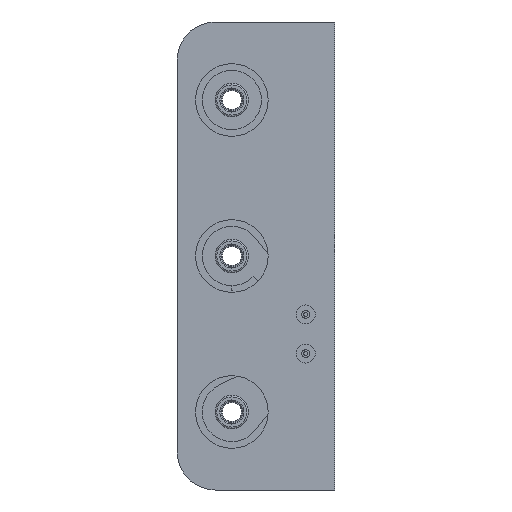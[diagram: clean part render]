
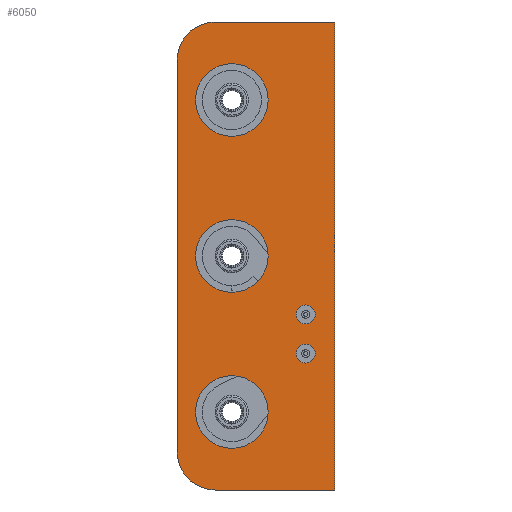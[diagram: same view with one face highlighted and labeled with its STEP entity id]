
A CAD part, left-side view. The second image highlights one B-rep face of the part: STEP entity #6050.
In plain terms, the highlighted planar face has unit normal (-1, 0, 0).
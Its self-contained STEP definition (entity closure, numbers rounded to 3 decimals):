
#328 = DIRECTION ( 'NONE',  ( 0., 0., 1. ) ) ;
#405 = ORIENTED_EDGE ( 'NONE', *, *, #8580, .F. ) ;
#452 = DIRECTION ( 'NONE',  ( 0., -1., 0. ) ) ;
#516 = CARTESIAN_POINT ( 'NONE',  ( -28.75, 10.78, 16.334 ) ) ;
#782 = DIRECTION ( 'NONE',  ( 0., 0., 1. ) ) ;
#822 = DIRECTION ( 'NONE',  ( 0., 0., 1. ) ) ;
#928 = EDGE_CURVE ( 'NONE', #12802, #5886, #8086, .T. ) ;
#959 = DIRECTION ( 'NONE',  ( -1., 0., 0. ) ) ;
#964 = PLANE ( 'NONE',  #2563 ) ;
#1179 = CIRCLE ( 'NONE', #10050, 4. ) ;
#1212 = CARTESIAN_POINT ( 'NONE',  ( -28.75, 3.05, 6.117 ) ) ;
#1254 = CARTESIAN_POINT ( 'NONE',  ( -28.75, 10.78, 32.666 ) ) ;
#1424 = ORIENTED_EDGE ( 'NONE', *, *, #928, .T. ) ;
#1468 = CARTESIAN_POINT ( 'NONE',  ( -28.75, 0., 0. ) ) ;
#1531 = FACE_BOUND ( 'NONE', #17456, .T. ) ;
#1628 = ORIENTED_EDGE ( 'NONE', *, *, #17807, .T. ) ;
#1841 = CIRCLE ( 'NONE', #9816, 3.8 ) ;
#2143 = VECTOR ( 'NONE', #4553, 1000. ) ;
#2367 = CARTESIAN_POINT ( 'NONE',  ( -28.75, 12.5, -4.167 ) ) ;
#2480 = ORIENTED_EDGE ( 'NONE', *, *, #10889, .F. ) ;
#2482 = FACE_BOUND ( 'NONE', #12502, .T. ) ;
#2544 = CARTESIAN_POINT ( 'NONE',  ( -28.75, 0., -8.167 ) ) ;
#2563 = AXIS2_PLACEMENT_3D ( 'NONE', #8656, #5537, #822 ) ;
#2898 = DIRECTION ( 'NONE',  ( 0., 0., 1. ) ) ;
#2903 = CARTESIAN_POINT ( 'NONE',  ( -28.75, 16.5, 0. ) ) ;
#2920 = EDGE_CURVE ( 'NONE', #17815, #6734, #13099, .T. ) ;
#2975 = DIRECTION ( 'NONE',  ( 0., 0., -1. ) ) ;
#3094 = VERTEX_POINT ( 'NONE', #3598 ) ;
#3319 = EDGE_CURVE ( 'NONE', #7152, #14234, #10906, .T. ) ;
#3598 = CARTESIAN_POINT ( 'NONE',  ( -28.75, 10.78, 28.866 ) ) ;
#3685 = AXIS2_PLACEMENT_3D ( 'NONE', #516, #6442, #3715 ) ;
#3715 = DIRECTION ( 'NONE',  ( 0., 0., -1. ) ) ;
#3720 = CARTESIAN_POINT ( 'NONE',  ( -28.75, 1.55, -8.167 ) ) ;
#3811 = DIRECTION ( 'NONE',  ( 0., 0., 1. ) ) ;
#4058 = ORIENTED_EDGE ( 'NONE', *, *, #13421, .F. ) ;
#4077 = VERTEX_POINT ( 'NONE', #10589 ) ;
#4383 = CARTESIAN_POINT ( 'NONE',  ( -28.75, 3.05, 5.117 ) ) ;
#4553 = DIRECTION ( 'NONE',  ( 0., 0., -1. ) ) ;
#4563 = CARTESIAN_POINT ( 'NONE',  ( -28.75, 10.78, -3.8 ) ) ;
#4731 = CARTESIAN_POINT ( 'NONE',  ( -28.75, 12.5, 36.833 ) ) ;
#5132 = VERTEX_POINT ( 'NONE', #6689 ) ;
#5504 = CARTESIAN_POINT ( 'NONE',  ( -28.75, 3.05, 6.117 ) ) ;
#5537 = DIRECTION ( 'NONE',  ( -1., 0., 0. ) ) ;
#5821 = DIRECTION ( 'NONE',  ( 0., 0., 1. ) ) ;
#5886 = VERTEX_POINT ( 'NONE', #10086 ) ;
#6021 = CARTESIAN_POINT ( 'NONE',  ( -28.75, 0., 40.833 ) ) ;
#6050 = ADVANCED_FACE ( 'NONE', ( #17837, #13002, #1531, #13239, #16879, #2482 ), #964, .T. ) ;
#6442 = DIRECTION ( 'NONE',  ( 1., 0., 0. ) ) ;
#6478 = DIRECTION ( 'NONE',  ( 0., 0., -1. ) ) ;
#6487 = EDGE_CURVE ( 'NONE', #6772, #4077, #18538, .T. ) ;
#6539 = VERTEX_POINT ( 'NONE', #6903 ) ;
#6689 = CARTESIAN_POINT ( 'NONE',  ( -28.75, 12.5, 40.833 ) ) ;
#6734 = VERTEX_POINT ( 'NONE', #7435 ) ;
#6772 = VERTEX_POINT ( 'NONE', #4383 ) ;
#6903 = CARTESIAN_POINT ( 'NONE',  ( -28.75, 10.78, 36.466 ) ) ;
#7152 = VERTEX_POINT ( 'NONE', #9404 ) ;
#7194 = DIRECTION ( 'NONE',  ( -1., 0., 0. ) ) ;
#7368 = DIRECTION ( 'NONE',  ( 0., 0., -1. ) ) ;
#7392 = AXIS2_PLACEMENT_3D ( 'NONE', #1212, #19500, #11746 ) ;
#7435 = CARTESIAN_POINT ( 'NONE',  ( -28.75, 3.05, 9.217 ) ) ;
#7757 = LINE ( 'NONE', #3720, #17425 ) ;
#8086 = LINE ( 'NONE', #2903, #2143 ) ;
#8108 = LINE ( 'NONE', #1468, #12000 ) ;
#8346 = EDGE_CURVE ( 'NONE', #5132, #16474, #9574, .T. ) ;
#8353 = DIRECTION ( 'NONE',  ( -1., 0., 0. ) ) ;
#8431 = EDGE_LOOP ( 'NONE', ( #19376, #14740 ) ) ;
#8580 = EDGE_CURVE ( 'NONE', #16474, #10149, #8108, .T. ) ;
#8656 = CARTESIAN_POINT ( 'NONE',  ( -28.75, 1.55, 0. ) ) ;
#8840 = ORIENTED_EDGE ( 'NONE', *, *, #14559, .F. ) ;
#8900 = EDGE_LOOP ( 'NONE', ( #1628, #8840 ) ) ;
#9033 = AXIS2_PLACEMENT_3D ( 'NONE', #4731, #12428, #328 ) ;
#9056 = CARTESIAN_POINT ( 'NONE',  ( -28.75, 12.5, -8.167 ) ) ;
#9260 = ORIENTED_EDGE ( 'NONE', *, *, #13188, .T. ) ;
#9325 = CARTESIAN_POINT ( 'NONE',  ( -28.75, 3.05, 10.217 ) ) ;
#9404 = CARTESIAN_POINT ( 'NONE',  ( -28.75, 10.78, 3.8 ) ) ;
#9453 = DIRECTION ( 'NONE',  ( 0., 0., 1. ) ) ;
#9574 = LINE ( 'NONE', #16776, #12476 ) ;
#9623 = DIRECTION ( 'NONE',  ( 1., 0., 0. ) ) ;
#9634 = CIRCLE ( 'NONE', #13005, 1. ) ;
#9808 = DIRECTION ( 'NONE',  ( -1., 0., 0. ) ) ;
#9816 = AXIS2_PLACEMENT_3D ( 'NONE', #1254, #13350, #5821 ) ;
#9902 = AXIS2_PLACEMENT_3D ( 'NONE', #14416, #9808, #3811 ) ;
#9929 = CIRCLE ( 'NONE', #3685, 3.8 ) ;
#10050 = AXIS2_PLACEMENT_3D ( 'NONE', #2367, #959, #2898 ) ;
#10086 = CARTESIAN_POINT ( 'NONE',  ( -28.75, 16.5, -4.167 ) ) ;
#10149 = VERTEX_POINT ( 'NONE', #2544 ) ;
#10277 = AXIS2_PLACEMENT_3D ( 'NONE', #18391, #15372, #2975 ) ;
#10514 = ORIENTED_EDGE ( 'NONE', *, *, #18072, .F. ) ;
#10589 = CARTESIAN_POINT ( 'NONE',  ( -28.75, 3.05, 7.117 ) ) ;
#10797 = DIRECTION ( 'NONE',  ( 0., -1., 0. ) ) ;
#10889 = EDGE_CURVE ( 'NONE', #3094, #6539, #11455, .T. ) ;
#10906 = CIRCLE ( 'NONE', #10277, 3.8 ) ;
#11148 = VERTEX_POINT ( 'NONE', #12784 ) ;
#11455 = CIRCLE ( 'NONE', #13159, 3.8 ) ;
#11490 = EDGE_CURVE ( 'NONE', #14234, #7152, #14361, .T. ) ;
#11497 = EDGE_CURVE ( 'NONE', #5132, #12802, #17723, .T. ) ;
#11627 = DIRECTION ( 'NONE',  ( 0., 0., 1. ) ) ;
#11628 = EDGE_CURVE ( 'NONE', #5886, #12882, #1179, .T. ) ;
#11746 = DIRECTION ( 'NONE',  ( 0., 0., 1. ) ) ;
#11893 = CARTESIAN_POINT ( 'NONE',  ( -28.75, 14.58, 16.333 ) ) ;
#12000 = VECTOR ( 'NONE', #7368, 1000. ) ;
#12173 = EDGE_LOOP ( 'NONE', ( #19608, #13561 ) ) ;
#12357 = DIRECTION ( 'NONE',  ( -1., 0., 0. ) ) ;
#12409 = EDGE_LOOP ( 'NONE', ( #1424, #12831, #9260, #405, #14865, #18402 ) ) ;
#12428 = DIRECTION ( 'NONE',  ( -1., 0., 0. ) ) ;
#12476 = VECTOR ( 'NONE', #10797, 1000. ) ;
#12502 = EDGE_LOOP ( 'NONE', ( #2480, #10514 ) ) ;
#12784 = CARTESIAN_POINT ( 'NONE',  ( -28.75, 6.98, 16.333 ) ) ;
#12802 = VERTEX_POINT ( 'NONE', #13670 ) ;
#12831 = ORIENTED_EDGE ( 'NONE', *, *, #11628, .T. ) ;
#12882 = VERTEX_POINT ( 'NONE', #9056 ) ;
#13002 = FACE_OUTER_BOUND ( 'NONE', #12409, .T. ) ;
#13005 = AXIS2_PLACEMENT_3D ( 'NONE', #19512, #7194, #11627 ) ;
#13099 = CIRCLE ( 'NONE', #17153, 1. ) ;
#13159 = AXIS2_PLACEMENT_3D ( 'NONE', #13275, #14099, #18711 ) ;
#13188 = EDGE_CURVE ( 'NONE', #12882, #10149, #7757, .T. ) ;
#13239 = FACE_BOUND ( 'NONE', #8431, .T. ) ;
#13275 = CARTESIAN_POINT ( 'NONE',  ( -28.75, 10.78, 32.666 ) ) ;
#13350 = DIRECTION ( 'NONE',  ( -1., 0., 0. ) ) ;
#13421 = EDGE_CURVE ( 'NONE', #4077, #6772, #13563, .T. ) ;
#13561 = ORIENTED_EDGE ( 'NONE', *, *, #11490, .T. ) ;
#13563 = CIRCLE ( 'NONE', #14306, 1. ) ;
#13670 = CARTESIAN_POINT ( 'NONE',  ( -28.75, 16.5, 36.833 ) ) ;
#14099 = DIRECTION ( 'NONE',  ( -1., 0., 0. ) ) ;
#14196 = CARTESIAN_POINT ( 'NONE',  ( -28.75, 3.05, 11.217 ) ) ;
#14234 = VERTEX_POINT ( 'NONE', #4563 ) ;
#14306 = AXIS2_PLACEMENT_3D ( 'NONE', #5504, #8353, #782 ) ;
#14361 = CIRCLE ( 'NONE', #15895, 3.8 ) ;
#14416 = CARTESIAN_POINT ( 'NONE',  ( -28.75, 10.78, 16.333 ) ) ;
#14559 = EDGE_CURVE ( 'NONE', #14897, #11148, #14731, .T. ) ;
#14684 = EDGE_CURVE ( 'NONE', #6734, #17815, #9634, .T. ) ;
#14731 = CIRCLE ( 'NONE', #9902, 3.8 ) ;
#14740 = ORIENTED_EDGE ( 'NONE', *, *, #14684, .F. ) ;
#14865 = ORIENTED_EDGE ( 'NONE', *, *, #8346, .F. ) ;
#14897 = VERTEX_POINT ( 'NONE', #11893 ) ;
#15372 = DIRECTION ( 'NONE',  ( 1., 0., 0. ) ) ;
#15895 = AXIS2_PLACEMENT_3D ( 'NONE', #18592, #9623, #6478 ) ;
#16474 = VERTEX_POINT ( 'NONE', #6021 ) ;
#16776 = CARTESIAN_POINT ( 'NONE',  ( -28.75, 1.55, 40.833 ) ) ;
#16879 = FACE_BOUND ( 'NONE', #12173, .T. ) ;
#17153 = AXIS2_PLACEMENT_3D ( 'NONE', #9325, #12357, #9453 ) ;
#17425 = VECTOR ( 'NONE', #452, 1000. ) ;
#17456 = EDGE_LOOP ( 'NONE', ( #4058, #17869 ) ) ;
#17723 = CIRCLE ( 'NONE', #9033, 4. ) ;
#17807 = EDGE_CURVE ( 'NONE', #14897, #11148, #9929, .T. ) ;
#17815 = VERTEX_POINT ( 'NONE', #14196 ) ;
#17837 = FACE_BOUND ( 'NONE', #8900, .T. ) ;
#17869 = ORIENTED_EDGE ( 'NONE', *, *, #6487, .F. ) ;
#18072 = EDGE_CURVE ( 'NONE', #6539, #3094, #1841, .T. ) ;
#18391 = CARTESIAN_POINT ( 'NONE',  ( -28.75, 10.78, 0. ) ) ;
#18402 = ORIENTED_EDGE ( 'NONE', *, *, #11497, .T. ) ;
#18538 = CIRCLE ( 'NONE', #7392, 1. ) ;
#18592 = CARTESIAN_POINT ( 'NONE',  ( -28.75, 10.78, 0. ) ) ;
#18711 = DIRECTION ( 'NONE',  ( 0., 0., 1. ) ) ;
#19376 = ORIENTED_EDGE ( 'NONE', *, *, #2920, .F. ) ;
#19500 = DIRECTION ( 'NONE',  ( -1., 0., 0. ) ) ;
#19512 = CARTESIAN_POINT ( 'NONE',  ( -28.75, 3.05, 10.217 ) ) ;
#19608 = ORIENTED_EDGE ( 'NONE', *, *, #3319, .T. ) ;
